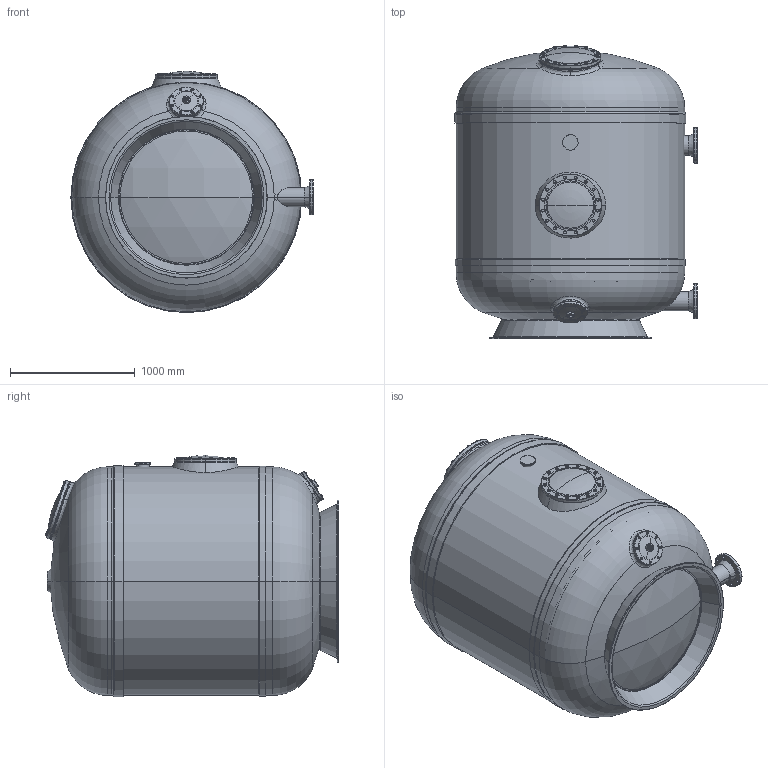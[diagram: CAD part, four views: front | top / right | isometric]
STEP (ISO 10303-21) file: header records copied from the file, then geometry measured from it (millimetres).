
FILE_DESCRIPTION (( 'STEP AP214' ), '1' );
FILE_NAME ('balearic180c_1000.STEP', '2021-01-05T12:20:45', ( '' ), ( '' ), 'SwSTEP 2.0', 'SolidWorks 2019', '' );
FILE_SCHEMA (( 'AUTOMOTIVE_DESIGN' ));
Length unit declared in the file: millimetre
Products named in the file (1): balearic180c_1000
Bounding box: 1944.5 x 2353.83 x 1937.28 mm (x, y, z)
Surface area: 36157981.3 mm2 (no closed solid volume)
Topology: 0 solids, 125 shells, 1639 faces, 3629 edges, 2228 vertices
Faces by surface type: cylinder 555, plane 523, cone 435, torus 82, bspline 32, sphere 12
Entity records: 76636 total; most frequent: CARTESIAN_POINT 21854, DIRECTION 7581, ORIENTED_EDGE 7018, EDGE_CURVE 3565, AXIS2_PLACEMENT_3D 3194, VERTEX_POINT 2228, EDGE_LOOP 1969, UNCERTAINTY_MEASURE_WITH_UNIT 1738
